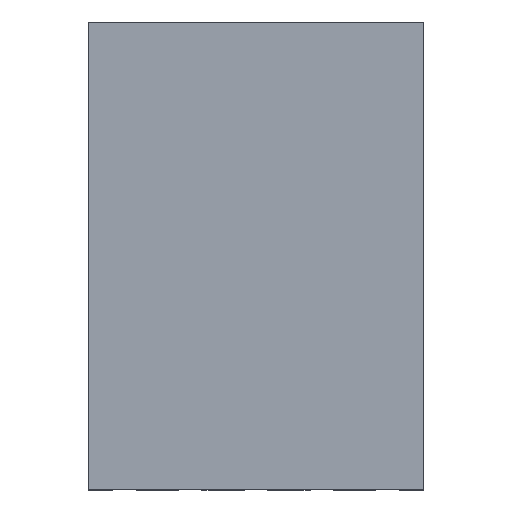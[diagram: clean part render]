
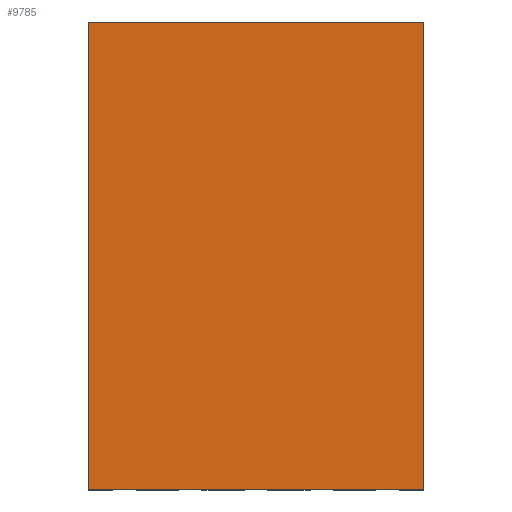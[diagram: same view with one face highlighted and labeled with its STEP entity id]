
A CAD part, top view. The second image highlights one B-rep face of the part: STEP entity #9785.
In plain terms, the highlighted face is planar.
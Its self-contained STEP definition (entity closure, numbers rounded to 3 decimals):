
#4798=DIRECTION('',(1.,0.,0.));
#4799=VECTOR('',#4798,2.55);
#4800=CARTESIAN_POINT('',(-1.275,1.05,1.775));
#4801=LINE('',#4800,#4799);
#4805=DIRECTION('',(0.,0.,1.));
#4806=VECTOR('',#4805,3.55);
#4807=CARTESIAN_POINT('',(-1.275,1.05,-1.775));
#4808=LINE('',#4807,#4806);
#4812=DIRECTION('',(-1.,0.,0.));
#4813=VECTOR('',#4812,2.55);
#4814=CARTESIAN_POINT('',(1.275,1.05,-1.775));
#4815=LINE('',#4814,#4813);
#4819=DIRECTION('',(0.,0.,-1.));
#4820=VECTOR('',#4819,3.55);
#4821=CARTESIAN_POINT('',(1.275,1.05,1.775));
#4822=LINE('',#4821,#4820);
#6044=CARTESIAN_POINT('',(-1.275,1.05,1.775));
#6045=CARTESIAN_POINT('',(1.275,1.05,1.775));
#6046=VERTEX_POINT('',#6044);
#6047=VERTEX_POINT('',#6045);
#6048=CARTESIAN_POINT('',(1.275,1.05,-1.775));
#6049=VERTEX_POINT('',#6048);
#6050=CARTESIAN_POINT('',(-1.275,1.05,-1.775));
#6051=VERTEX_POINT('',#6050);
#9774=CARTESIAN_POINT('',(0.,1.05,0.));
#9775=DIRECTION('',(0.,1.,0.));
#9776=DIRECTION('',(1.,0.,0.));
#9777=AXIS2_PLACEMENT_3D('',#9774,#9775,#9776);
#9778=PLANE('',#9777);
#9779=ORIENTED_EDGE('',*,*,#7790,.F.);
#9780=ORIENTED_EDGE('',*,*,#8769,.F.);
#9781=ORIENTED_EDGE('',*,*,#9480,.F.);
#9782=ORIENTED_EDGE('',*,*,#9626,.F.);
#9783=EDGE_LOOP('',(#9779,#9780,#9781,#9782));
#9784=FACE_OUTER_BOUND('',#9783,.F.);
#9785=ADVANCED_FACE('',(#9784),#9778,.T.);
#7790=EDGE_CURVE('',#6046,#6047,#4801,.T.);
#8769=EDGE_CURVE('',#6051,#6046,#4808,.T.);
#9480=EDGE_CURVE('',#6049,#6051,#4815,.T.);
#9626=EDGE_CURVE('',#6047,#6049,#4822,.T.);
